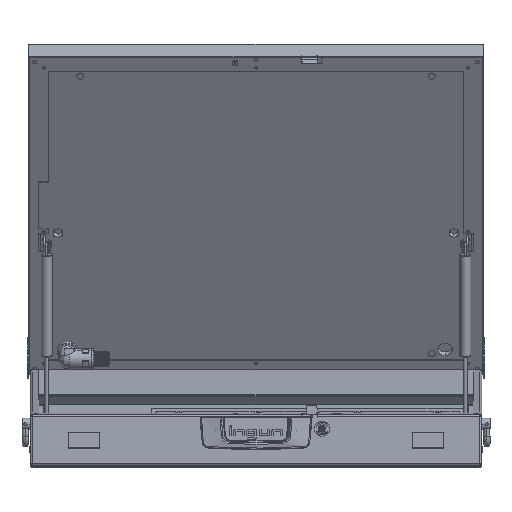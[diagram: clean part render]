
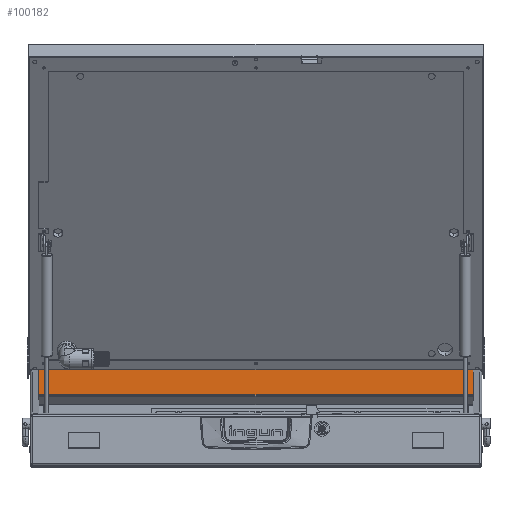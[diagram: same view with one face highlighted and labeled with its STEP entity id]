
A CAD part, top view. The second image highlights one B-rep face of the part: STEP entity #100182.
In plain terms, the highlighted planar face has unit normal (0, 0, 1).
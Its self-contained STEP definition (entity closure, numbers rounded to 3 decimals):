
#3005 = VECTOR ( 'NONE', #102797, 1000. ) ;
#3504 = AXIS2_PLACEMENT_3D ( 'NONE', #49930, #9393, #48873 ) ;
#4137 = ORIENTED_EDGE ( 'NONE', *, *, #6902, .F. ) ;
#6902 = EDGE_CURVE ( 'NONE', #41290, #80378, #74416, .T. ) ;
#9393 = DIRECTION ( 'NONE',  ( 0., 0., -1. ) ) ;
#9778 = CARTESIAN_POINT ( 'NONE',  ( -323., 138.158, -255. ) ) ;
#11489 = VECTOR ( 'NONE', #43060, 1000. ) ;
#11692 = LINE ( 'NONE', #60372, #100469 ) ;
#12060 = VERTEX_POINT ( 'NONE', #76999 ) ;
#13440 = ORIENTED_EDGE ( 'NONE', *, *, #42220, .T. ) ;
#15227 = DIRECTION ( 'NONE',  ( 0., -1., 0. ) ) ;
#15910 = FACE_OUTER_BOUND ( 'NONE', #92457, .T. ) ;
#17451 = ORIENTED_EDGE ( 'NONE', *, *, #60954, .T. ) ;
#23364 = LINE ( 'NONE', #56307, #59932 ) ;
#25045 = CARTESIAN_POINT ( 'NONE',  ( -323., 138.404, -255. ) ) ;
#25086 = PLANE ( 'NONE',  #3504 ) ;
#26280 = CARTESIAN_POINT ( 'NONE',  ( 323., 140., -255. ) ) ;
#28650 = ORIENTED_EDGE ( 'NONE', *, *, #91636, .T. ) ;
#29937 = DIRECTION ( 'NONE',  ( -1., 0., 0. ) ) ;
#35276 = CARTESIAN_POINT ( 'NONE',  ( 323., 138.158, -255. ) ) ;
#36112 = VECTOR ( 'NONE', #40563, 1000. ) ;
#36754 = EDGE_CURVE ( 'NONE', #43839, #46899, #23364, .T. ) ;
#37508 = LINE ( 'NONE', #101858, #76091 ) ;
#40563 = DIRECTION ( 'NONE',  ( 0., -1., 0. ) ) ;
#41290 = VERTEX_POINT ( 'NONE', #35276 ) ;
#42220 = EDGE_CURVE ( 'NONE', #46899, #86980, #11692, .T. ) ;
#43060 = DIRECTION ( 'NONE',  ( 0., -1., 0. ) ) ;
#43839 = VERTEX_POINT ( 'NONE', #25045 ) ;
#46899 = VERTEX_POINT ( 'NONE', #9778 ) ;
#47550 = CARTESIAN_POINT ( 'NONE',  ( -323., 102.414, -255. ) ) ;
#48620 = LINE ( 'NONE', #81620, #36112 ) ;
#48873 = DIRECTION ( 'NONE',  ( -1., 0., 0. ) ) ;
#49930 = CARTESIAN_POINT ( 'NONE',  ( 323., 138.404, -255. ) ) ;
#54413 = ORIENTED_EDGE ( 'NONE', *, *, #78258, .F. ) ;
#56307 = CARTESIAN_POINT ( 'NONE',  ( -323., 138.404, -255. ) ) ;
#57056 = CARTESIAN_POINT ( 'NONE',  ( 323., 102.414, -255. ) ) ;
#59932 = VECTOR ( 'NONE', #15227, 1000. ) ;
#60372 = CARTESIAN_POINT ( 'NONE',  ( -323., 138.404, -255. ) ) ;
#60954 = EDGE_CURVE ( 'NONE', #12060, #43839, #37508, .T. ) ;
#68717 = LINE ( 'NONE', #94642, #3005 ) ;
#74416 = LINE ( 'NONE', #26280, #11489 ) ;
#76091 = VECTOR ( 'NONE', #29937, 1000. ) ;
#76999 = CARTESIAN_POINT ( 'NONE',  ( 323., 138.404, -255. ) ) ;
#78258 = EDGE_CURVE ( 'NONE', #12060, #41290, #48620, .T. ) ;
#80378 = VERTEX_POINT ( 'NONE', #57056 ) ;
#81620 = CARTESIAN_POINT ( 'NONE',  ( 323., 138.404, -255. ) ) ;
#86980 = VERTEX_POINT ( 'NONE', #47550 ) ;
#91636 = EDGE_CURVE ( 'NONE', #86980, #80378, #68717, .T. ) ;
#92457 = EDGE_LOOP ( 'NONE', ( #13440, #28650, #4137, #54413, #17451, #95728 ) ) ;
#93314 = DIRECTION ( 'NONE',  ( 0., -1., 0. ) ) ;
#94642 = CARTESIAN_POINT ( 'NONE',  ( 323., 102.414, -255. ) ) ;
#95728 = ORIENTED_EDGE ( 'NONE', *, *, #36754, .T. ) ;
#100182 = ADVANCED_FACE ( 'NONE', ( #15910 ), #25086, .F. ) ;
#100469 = VECTOR ( 'NONE', #93314, 1000. ) ;
#101858 = CARTESIAN_POINT ( 'NONE',  ( 323., 138.404, -255. ) ) ;
#102797 = DIRECTION ( 'NONE',  ( 1., 0., 0. ) ) ;
